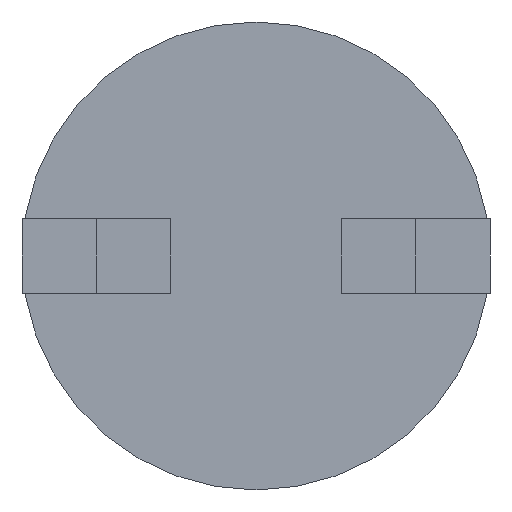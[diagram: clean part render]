
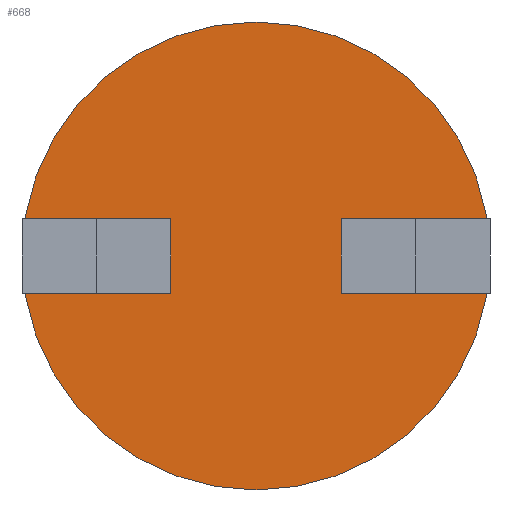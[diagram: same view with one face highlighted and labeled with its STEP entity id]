
A CAD part, front view. The second image highlights one B-rep face of the part: STEP entity #668.
In plain terms, the highlighted planar face has unit normal (0, -1, 0).
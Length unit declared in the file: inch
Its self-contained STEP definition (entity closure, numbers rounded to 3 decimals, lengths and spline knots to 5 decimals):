
#4 = ORIENTED_EDGE ( 'NONE', *, *, #109, .F. ) ;
#24 = EDGE_LOOP ( 'NONE', ( #150, #204 ) ) ;
#30 = CARTESIAN_POINT ( 'NONE',  ( 0., 0., 0. ) ) ;
#32 = CARTESIAN_POINT ( 'NONE',  ( 0.05, 0., -0.01 ) ) ;
#60 = ORIENTED_EDGE ( 'NONE', *, *, #426, .T. ) ;
#61 = CARTESIAN_POINT ( 'NONE',  ( -0.05, 0., 0.01 ) ) ;
#69 = VECTOR ( 'NONE', #267, 39.37008 ) ;
#76 = AXIS2_PLACEMENT_3D ( 'NONE', #138, #567, #625 ) ;
#93 = CARTESIAN_POINT ( 'NONE',  ( 0.023, 0., -0.01 ) ) ;
#96 = ORIENTED_EDGE ( 'NONE', *, *, #386, .F. ) ;
#100 = DIRECTION ( 'NONE',  ( 0., 0., 1. ) ) ;
#109 = EDGE_CURVE ( 'NONE', #207, #761, #758, .T. ) ;
#114 = DIRECTION ( 'NONE',  ( 0., 0., -1. ) ) ;
#126 = ORIENTED_EDGE ( 'NONE', *, *, #253, .T. ) ;
#133 = DIRECTION ( 'NONE',  ( -1., 0., 0. ) ) ;
#136 = CIRCLE ( 'NONE', #649, 0.063 ) ;
#138 = CARTESIAN_POINT ( 'NONE',  ( 0., 0., 0. ) ) ;
#141 = ORIENTED_EDGE ( 'NONE', *, *, #561, .F. ) ;
#150 = ORIENTED_EDGE ( 'NONE', *, *, #543, .T. ) ;
#155 = LINE ( 'NONE', #314, #626 ) ;
#161 = VERTEX_POINT ( 'NONE', #245 ) ;
#166 = LINE ( 'NONE', #596, #628 ) ;
#167 = DIRECTION ( 'NONE',  ( 0., 0., -1. ) ) ;
#170 = DIRECTION ( 'NONE',  ( 0., -1., 0. ) ) ;
#193 = LINE ( 'NONE', #264, #69 ) ;
#196 = CARTESIAN_POINT ( 'NONE',  ( 0., 0., -0.01 ) ) ;
#197 = VECTOR ( 'NONE', #133, 39.37008 ) ;
#204 = ORIENTED_EDGE ( 'NONE', *, *, #739, .T. ) ;
#207 = VERTEX_POINT ( 'NONE', #576 ) ;
#235 = DIRECTION ( 'NONE',  ( -1., 0., 0. ) ) ;
#245 = CARTESIAN_POINT ( 'NONE',  ( -0.05, 0., 0.01 ) ) ;
#253 = EDGE_CURVE ( 'NONE', #296, #294, #193, .T. ) ;
#264 = CARTESIAN_POINT ( 'NONE',  ( 0., 0., -0.01 ) ) ;
#267 = DIRECTION ( 'NONE',  ( -1., 0., 0. ) ) ;
#270 = CARTESIAN_POINT ( 'NONE',  ( 0.023, 0., -0.01 ) ) ;
#279 = CARTESIAN_POINT ( 'NONE',  ( 0., 0., 0.01 ) ) ;
#280 = CARTESIAN_POINT ( 'NONE',  ( 0.023, 0., 0.01 ) ) ;
#285 = CARTESIAN_POINT ( 'NONE',  ( -0.023, 0., -0.01 ) ) ;
#287 = DIRECTION ( 'NONE',  ( 0., 0., -1. ) ) ;
#294 = VERTEX_POINT ( 'NONE', #93 ) ;
#296 = VERTEX_POINT ( 'NONE', #32 ) ;
#298 = FACE_BOUND ( 'NONE', #581, .T. ) ;
#314 = CARTESIAN_POINT ( 'NONE',  ( 0.05, 0., -0.01 ) ) ;
#325 = LINE ( 'NONE', #279, #432 ) ;
#332 = VERTEX_POINT ( 'NONE', #448 ) ;
#336 = DIRECTION ( 'NONE',  ( 0., -1., 0. ) ) ;
#347 = VECTOR ( 'NONE', #369, 39.37008 ) ;
#358 = CARTESIAN_POINT ( 'NONE',  ( 0., 0., 0.01 ) ) ;
#368 = FACE_OUTER_BOUND ( 'NONE', #24, .T. ) ;
#369 = DIRECTION ( 'NONE',  ( 0., 0., -1. ) ) ;
#386 = EDGE_CURVE ( 'NONE', #709, #161, #325, .T. ) ;
#404 = FACE_BOUND ( 'NONE', #472, .T. ) ;
#426 = EDGE_CURVE ( 'NONE', #709, #510, #166, .T. ) ;
#432 = VECTOR ( 'NONE', #651, 39.37008 ) ;
#448 = CARTESIAN_POINT ( 'NONE',  ( 0., 0., 0.063 ) ) ;
#453 = CARTESIAN_POINT ( 'NONE',  ( -0.023, 0., 0.01 ) ) ;
#462 = CARTESIAN_POINT ( 'NONE',  ( 0., 0., 0. ) ) ;
#468 = VECTOR ( 'NONE', #235, 39.37008 ) ;
#472 = EDGE_LOOP ( 'NONE', ( #141, #96, #60, #603 ) ) ;
#482 = ORIENTED_EDGE ( 'NONE', *, *, #684, .T. ) ;
#484 = LINE ( 'NONE', #196, #197 ) ;
#500 = PLANE ( 'NONE',  #76 ) ;
#505 = LINE ( 'NONE', #270, #607 ) ;
#510 = VERTEX_POINT ( 'NONE', #285 ) ;
#543 = EDGE_CURVE ( 'NONE', #548, #332, #608, .T. ) ;
#544 = CARTESIAN_POINT ( 'NONE',  ( 0., 0., -0.063 ) ) ;
#546 = ORIENTED_EDGE ( 'NONE', *, *, #616, .F. ) ;
#548 = VERTEX_POINT ( 'NONE', #544 ) ;
#561 = EDGE_CURVE ( 'NONE', #161, #630, #696, .T. ) ;
#563 = DIRECTION ( 'NONE',  ( 0., 0., 1. ) ) ;
#567 = DIRECTION ( 'NONE',  ( 0., 1., 0. ) ) ;
#576 = CARTESIAN_POINT ( 'NONE',  ( 0.05, 0., 0.01 ) ) ;
#581 = EDGE_LOOP ( 'NONE', ( #126, #482, #4, #546 ) ) ;
#596 = CARTESIAN_POINT ( 'NONE',  ( -0.023, 0., 0.01 ) ) ;
#603 = ORIENTED_EDGE ( 'NONE', *, *, #627, .T. ) ;
#607 = VECTOR ( 'NONE', #100, 39.37008 ) ;
#608 = CIRCLE ( 'NONE', #645, 0.063 ) ;
#616 = EDGE_CURVE ( 'NONE', #296, #207, #155, .T. ) ;
#625 = DIRECTION ( 'NONE',  ( 0., 0., 1. ) ) ;
#626 = VECTOR ( 'NONE', #563, 39.37008 ) ;
#627 = EDGE_CURVE ( 'NONE', #510, #630, #484, .T. ) ;
#628 = VECTOR ( 'NONE', #287, 39.37008 ) ;
#630 = VERTEX_POINT ( 'NONE', #743 ) ;
#645 = AXIS2_PLACEMENT_3D ( 'NONE', #462, #170, #114 ) ;
#649 = AXIS2_PLACEMENT_3D ( 'NONE', #30, #336, #167 ) ;
#651 = DIRECTION ( 'NONE',  ( -1., 0., 0. ) ) ;
#668 = ADVANCED_FACE ( 'NONE', ( #404, #368, #298 ), #500, .F. ) ;
#684 = EDGE_CURVE ( 'NONE', #294, #761, #505, .T. ) ;
#696 = LINE ( 'NONE', #61, #347 ) ;
#709 = VERTEX_POINT ( 'NONE', #453 ) ;
#739 = EDGE_CURVE ( 'NONE', #332, #548, #136, .T. ) ;
#743 = CARTESIAN_POINT ( 'NONE',  ( -0.05, 0., -0.01 ) ) ;
#758 = LINE ( 'NONE', #358, #468 ) ;
#761 = VERTEX_POINT ( 'NONE', #280 ) ;
